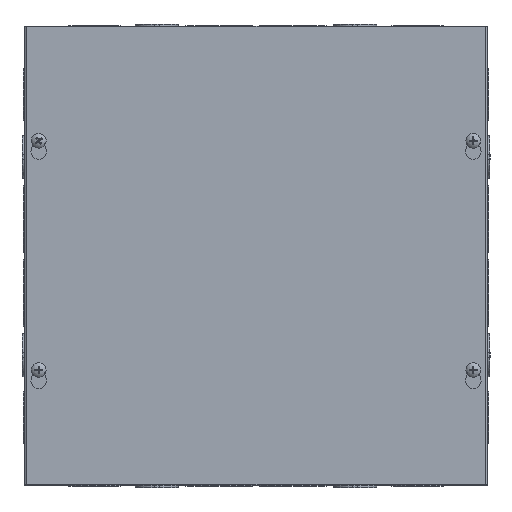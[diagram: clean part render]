
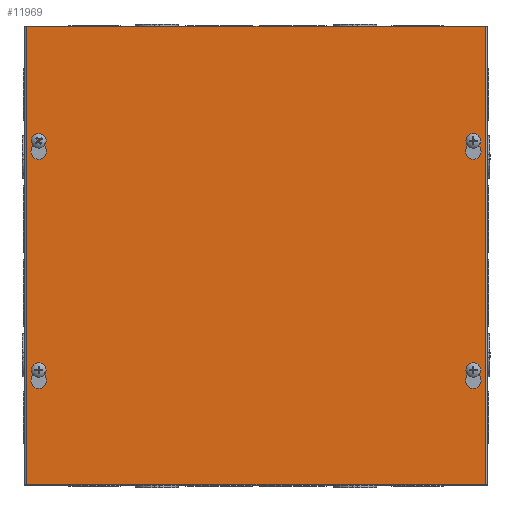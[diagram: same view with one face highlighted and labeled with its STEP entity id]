
A CAD part, top view. The second image highlights one B-rep face of the part: STEP entity #11969.
In plain terms, the highlighted planar face has unit normal (0, 0, 1).
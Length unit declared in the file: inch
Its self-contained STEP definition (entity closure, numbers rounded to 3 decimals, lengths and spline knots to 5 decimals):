
#250=FACE_BOUND($,#1993,.T.);
#251=FACE_BOUND($,#1994,.T.);
#252=FACE_BOUND($,#1995,.T.);
#253=FACE_BOUND($,#1996,.T.);
#254=FACE_BOUND($,#1997,.T.);
#500=CIRCLE($,#12841,0.203);
#502=CIRCLE($,#12845,0.125);
#504=CIRCLE($,#12849,0.203);
#506=CIRCLE($,#12853,0.125);
#508=CIRCLE($,#12857,0.203);
#510=CIRCLE($,#12861,0.125);
#512=CIRCLE($,#12865,0.203);
#514=CIRCLE($,#12869,0.125);
#1993=EDGE_LOOP($,(#10096,#10097,#10098,#10099));
#1994=EDGE_LOOP($,(#10100,#10101,#10102,#10103));
#1995=EDGE_LOOP($,(#10104,#10105,#10106,#10107));
#1996=EDGE_LOOP($,(#10108,#10109,#10110,#10111));
#1997=EDGE_LOOP($,(#10112,#10113,#10114,#10115));
#3202=LINE($,#19084,#4432);
#3206=LINE($,#19096,#4436);
#3210=LINE($,#19108,#4440);
#3214=LINE($,#19120,#4444);
#3218=LINE($,#19132,#4448);
#3222=LINE($,#19144,#4452);
#3226=LINE($,#19156,#4456);
#3230=LINE($,#19168,#4460);
#3232=LINE($,#19176,#4462);
#3236=LINE($,#19184,#4466);
#3239=LINE($,#19190,#4469);
#3242=LINE($,#19195,#4472);
#4432=VECTOR($,#15778,0.26996);
#4436=VECTOR($,#15790,0.26996);
#4440=VECTOR($,#15802,0.26996);
#4444=VECTOR($,#15814,0.26996);
#4448=VECTOR($,#15826,0.26996);
#4452=VECTOR($,#15838,0.26996);
#4456=VECTOR($,#15850,0.26996);
#4460=VECTOR($,#15862,0.26996);
#4462=VECTOR($,#15872,12.);
#4466=VECTOR($,#15878,12.);
#4469=VECTOR($,#15883,12.);
#4472=VECTOR($,#15888,12.);
#5396=VERTEX_POINT($,#19081);
#5397=VERTEX_POINT($,#19083);
#5399=VERTEX_POINT($,#19089);
#5401=VERTEX_POINT($,#19095);
#5404=VERTEX_POINT($,#19105);
#5405=VERTEX_POINT($,#19107);
#5407=VERTEX_POINT($,#19113);
#5409=VERTEX_POINT($,#19119);
#5412=VERTEX_POINT($,#19129);
#5413=VERTEX_POINT($,#19131);
#5415=VERTEX_POINT($,#19137);
#5417=VERTEX_POINT($,#19143);
#5420=VERTEX_POINT($,#19153);
#5421=VERTEX_POINT($,#19155);
#5423=VERTEX_POINT($,#19161);
#5425=VERTEX_POINT($,#19167);
#5426=VERTEX_POINT($,#19174);
#5427=VERTEX_POINT($,#19175);
#5430=VERTEX_POINT($,#19183);
#5432=VERTEX_POINT($,#19189);
#6897=EDGE_CURVE($,#5397,#5396,#3202,.T.);
#6900=EDGE_CURVE($,#5399,#5397,#500,.T.);
#6903=EDGE_CURVE($,#5401,#5399,#3206,.T.);
#6906=EDGE_CURVE($,#5396,#5401,#502,.T.);
#6909=EDGE_CURVE($,#5405,#5404,#3210,.T.);
#6912=EDGE_CURVE($,#5407,#5405,#504,.T.);
#6915=EDGE_CURVE($,#5409,#5407,#3214,.T.);
#6918=EDGE_CURVE($,#5404,#5409,#506,.T.);
#6921=EDGE_CURVE($,#5413,#5412,#3218,.T.);
#6924=EDGE_CURVE($,#5415,#5413,#508,.T.);
#6927=EDGE_CURVE($,#5417,#5415,#3222,.T.);
#6930=EDGE_CURVE($,#5412,#5417,#510,.T.);
#6933=EDGE_CURVE($,#5421,#5420,#3226,.T.);
#6936=EDGE_CURVE($,#5423,#5421,#512,.T.);
#6939=EDGE_CURVE($,#5425,#5423,#3230,.T.);
#6942=EDGE_CURVE($,#5420,#5425,#514,.T.);
#6943=EDGE_CURVE($,#5426,#5427,#3232,.T.);
#6947=EDGE_CURVE($,#5427,#5430,#3236,.T.);
#6950=EDGE_CURVE($,#5430,#5432,#3239,.T.);
#6953=EDGE_CURVE($,#5432,#5426,#3242,.T.);
#10096=ORIENTED_EDGE($,*,*,#6897,.T.);
#10097=ORIENTED_EDGE($,*,*,#6906,.T.);
#10098=ORIENTED_EDGE($,*,*,#6903,.T.);
#10099=ORIENTED_EDGE($,*,*,#6900,.T.);
#10100=ORIENTED_EDGE($,*,*,#6909,.T.);
#10101=ORIENTED_EDGE($,*,*,#6918,.T.);
#10102=ORIENTED_EDGE($,*,*,#6915,.T.);
#10103=ORIENTED_EDGE($,*,*,#6912,.T.);
#10104=ORIENTED_EDGE($,*,*,#6921,.T.);
#10105=ORIENTED_EDGE($,*,*,#6930,.T.);
#10106=ORIENTED_EDGE($,*,*,#6927,.T.);
#10107=ORIENTED_EDGE($,*,*,#6924,.T.);
#10108=ORIENTED_EDGE($,*,*,#6933,.T.);
#10109=ORIENTED_EDGE($,*,*,#6942,.T.);
#10110=ORIENTED_EDGE($,*,*,#6939,.T.);
#10111=ORIENTED_EDGE($,*,*,#6936,.T.);
#10112=ORIENTED_EDGE($,*,*,#6943,.F.);
#10113=ORIENTED_EDGE($,*,*,#6953,.F.);
#10114=ORIENTED_EDGE($,*,*,#6950,.F.);
#10115=ORIENTED_EDGE($,*,*,#6947,.F.);
#10719=PLANE($,#12875);
#11969=ADVANCED_FACE($,(#250,#251,#252,#253,#254),#10719,.T.);
#12841=AXIS2_PLACEMENT_3D($,#19090,#15784,#15785);
#12845=AXIS2_PLACEMENT_3D($,#19100,#15796,#15797);
#12849=AXIS2_PLACEMENT_3D($,#19114,#15808,#15809);
#12853=AXIS2_PLACEMENT_3D($,#19124,#15820,#15821);
#12857=AXIS2_PLACEMENT_3D($,#19138,#15832,#15833);
#12861=AXIS2_PLACEMENT_3D($,#19148,#15844,#15845);
#12865=AXIS2_PLACEMENT_3D($,#19162,#15856,#15857);
#12869=AXIS2_PLACEMENT_3D($,#19172,#15868,#15869);
#12875=AXIS2_PLACEMENT_3D($,#19198,#15892,#15893);
#15778=DIRECTION($,(0.278,0.961,0.));
#15784=DIRECTION('center_axis',(0.,0.,-1.));
#15785=DIRECTION('ref_axis',(-0.961,0.278,0.));
#15790=DIRECTION($,(0.278,-0.961,0.));
#15796=DIRECTION('center_axis',(0.,0.,-1.));
#15797=DIRECTION('ref_axis',(0.961,0.278,0.));
#15802=DIRECTION($,(0.278,0.961,0.));
#15808=DIRECTION('center_axis',(0.,0.,-1.));
#15809=DIRECTION('ref_axis',(-0.961,0.278,0.));
#15814=DIRECTION($,(0.278,-0.961,0.));
#15820=DIRECTION('center_axis',(0.,0.,-1.));
#15821=DIRECTION('ref_axis',(0.961,0.278,0.));
#15826=DIRECTION($,(0.278,0.961,0.));
#15832=DIRECTION('center_axis',(0.,0.,-1.));
#15833=DIRECTION('ref_axis',(-0.961,0.278,0.));
#15838=DIRECTION($,(0.278,-0.961,0.));
#15844=DIRECTION('center_axis',(0.,0.,-1.));
#15845=DIRECTION('ref_axis',(0.961,0.278,0.));
#15850=DIRECTION($,(0.278,0.961,0.));
#15856=DIRECTION('center_axis',(0.,0.,-1.));
#15857=DIRECTION('ref_axis',(-0.961,0.278,0.));
#15862=DIRECTION($,(0.278,-0.961,0.));
#15868=DIRECTION('center_axis',(0.,0.,-1.));
#15869=DIRECTION('ref_axis',(0.961,0.278,0.));
#15872=DIRECTION($,(0.,1.,0.));
#15878=DIRECTION($,(1.,0.,0.));
#15883=DIRECTION($,(0.,-1.,0.));
#15888=DIRECTION($,(-1.,0.,0.));
#15892=DIRECTION('center_axis',(0.,0.,1.));
#15893=DIRECTION('ref_axis',(1.,0.,0.));
#19081=CARTESIAN_POINT('',(11.56741,3.0347,0.0625));
#19083=CARTESIAN_POINT('',(11.49248,2.77535,0.0625));
#19084=CARTESIAN_POINT($,(11.74831,3.66077,0.0625));
#19089=CARTESIAN_POINT('',(11.88252,2.77535,0.0625));
#19090=CARTESIAN_POINT('Origin',(11.6875,2.719,0.0625));
#19095=CARTESIAN_POINT('',(11.80759,3.0347,0.0625));
#19096=CARTESIAN_POINT($,(11.22593,5.0478,0.0625));
#19100=CARTESIAN_POINT('Origin',(11.6875,3.,0.0625));
#19105=CARTESIAN_POINT('',(0.19241,3.0347,0.0625));
#19107=CARTESIAN_POINT('',(0.11748,2.77535,0.0625));
#19108=CARTESIAN_POINT($,(0.81153,5.17747,0.0625));
#19113=CARTESIAN_POINT('',(0.50752,2.77535,0.0625));
#19114=CARTESIAN_POINT('Origin',(0.3125,2.719,0.0625));
#19119=CARTESIAN_POINT('',(0.43259,3.0347,0.0625));
#19120=CARTESIAN_POINT($,(0.28916,3.5311,0.0625));
#19124=CARTESIAN_POINT('Origin',(0.3125,3.,0.0625));
#19129=CARTESIAN_POINT('',(11.56741,9.0347,0.0625));
#19131=CARTESIAN_POINT('',(11.49248,8.77535,0.0625));
#19132=CARTESIAN_POINT($,(10.94829,6.89193,0.0625));
#19137=CARTESIAN_POINT('',(11.88252,8.77535,0.0625));
#19138=CARTESIAN_POINT('Origin',(11.6875,8.719,0.0625));
#19143=CARTESIAN_POINT('',(11.80759,9.0347,0.0625));
#19144=CARTESIAN_POINT($,(12.02595,8.27895,0.0625));
#19148=CARTESIAN_POINT('Origin',(11.6875,9.,0.0625));
#19153=CARTESIAN_POINT('',(0.19241,9.0347,0.0625));
#19155=CARTESIAN_POINT('',(0.11748,8.77535,0.0625));
#19156=CARTESIAN_POINT($,(0.01152,8.40862,0.0625));
#19161=CARTESIAN_POINT('',(0.50752,8.77535,0.0625));
#19162=CARTESIAN_POINT('Origin',(0.3125,8.719,0.0625));
#19167=CARTESIAN_POINT('',(0.43259,9.0347,0.0625));
#19168=CARTESIAN_POINT($,(1.08918,6.76225,0.0625));
#19172=CARTESIAN_POINT('Origin',(0.3125,9.,0.0625));
#19174=CARTESIAN_POINT('',(0.,0.,0.0625));
#19175=CARTESIAN_POINT('',(0.,12.,0.0625));
#19176=CARTESIAN_POINT($,(0.,12.,0.0625));
#19183=CARTESIAN_POINT('',(12.,12.,0.0625));
#19184=CARTESIAN_POINT($,(12.,12.,0.0625));
#19189=CARTESIAN_POINT('',(12.,0.,0.0625));
#19190=CARTESIAN_POINT($,(12.,0.,0.0625));
#19195=CARTESIAN_POINT($,(0.,0.,0.0625));
#19198=CARTESIAN_POINT('Origin',(6.,6.,0.0625));
